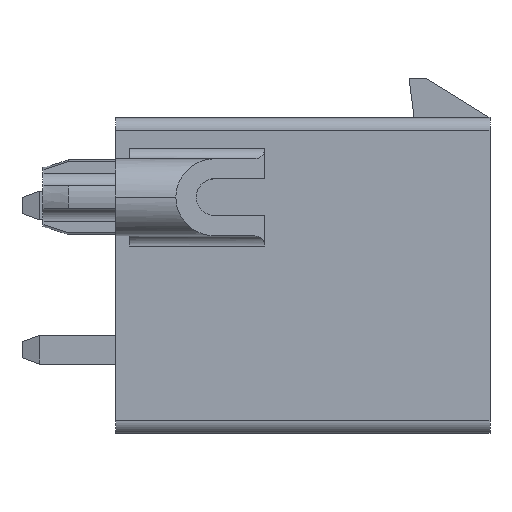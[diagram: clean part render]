
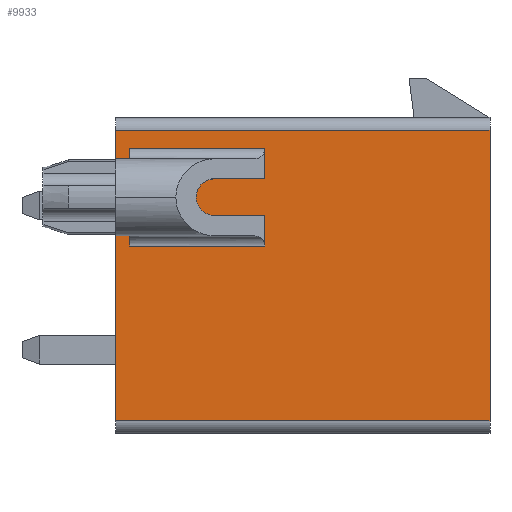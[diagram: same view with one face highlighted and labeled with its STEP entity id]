
A CAD part, left-side view. The second image highlights one B-rep face of the part: STEP entity #9933.
In plain terms, the highlighted planar face has unit normal (-1, 0, 0).
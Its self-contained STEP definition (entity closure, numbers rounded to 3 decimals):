
#2205=ORIENTED_EDGE('',*,*,#3441,.T.);
#2206=ORIENTED_EDGE('',*,*,#4215,.F.);
#2207=ORIENTED_EDGE('',*,*,#4216,.T.);
#2208=ORIENTED_EDGE('',*,*,#3485,.T.);
#2209=ORIENTED_EDGE('',*,*,#4217,.T.);
#2210=ORIENTED_EDGE('',*,*,#4218,.F.);
#2211=ORIENTED_EDGE('',*,*,#4219,.F.);
#2212=ORIENTED_EDGE('',*,*,#4220,.T.);
#2213=ORIENTED_EDGE('',*,*,#4221,.T.);
#2214=ORIENTED_EDGE('',*,*,#3476,.T.);
#2215=ORIENTED_EDGE('',*,*,#4222,.T.);
#2216=ORIENTED_EDGE('',*,*,#4223,.T.);
#2217=ORIENTED_EDGE('',*,*,#3428,.T.);
#2218=ORIENTED_EDGE('',*,*,#4224,.T.);
#2219=ORIENTED_EDGE('',*,*,#4207,.F.);
#2220=ORIENTED_EDGE('',*,*,#4225,.T.);
#3428=EDGE_CURVE('',#4841,#4840,#5675,.T.);
#3441=EDGE_CURVE('',#4854,#4853,#5682,.T.);
#3476=EDGE_CURVE('',#4883,#4882,#5706,.F.);
#3485=EDGE_CURVE('',#4888,#4889,#5712,.T.);
#4207=EDGE_CURVE('',#5308,#5309,#6396,.T.);
#4215=EDGE_CURVE('',#5316,#4853,#6401,.T.);
#4216=EDGE_CURVE('',#5316,#4888,#6402,.T.);
#4217=EDGE_CURVE('',#4889,#5317,#6403,.T.);
#4218=EDGE_CURVE('',#5318,#5317,#6404,.T.);
#4219=EDGE_CURVE('',#5319,#5318,#6405,.T.);
#4220=EDGE_CURVE('',#5319,#5320,#6406,.T.);
#4221=EDGE_CURVE('',#5320,#4883,#6407,.T.);
#4222=EDGE_CURVE('',#4882,#5321,#6408,.T.);
#4223=EDGE_CURVE('',#5321,#4841,#6409,.T.);
#4224=EDGE_CURVE('',#4840,#5309,#6410,.T.);
#4225=EDGE_CURVE('',#5308,#4854,#6411,.F.);
#4840=VERTEX_POINT('',#14130);
#4841=VERTEX_POINT('',#14132);
#4853=VERTEX_POINT('',#14156);
#4854=VERTEX_POINT('',#14158);
#4882=VERTEX_POINT('',#14226);
#4883=VERTEX_POINT('',#14228);
#4888=VERTEX_POINT('',#14242);
#4889=VERTEX_POINT('',#14244);
#5308=VERTEX_POINT('',#15715);
#5309=VERTEX_POINT('',#15717);
#5316=VERTEX_POINT('',#15733);
#5317=VERTEX_POINT('',#15736);
#5318=VERTEX_POINT('',#15738);
#5319=VERTEX_POINT('',#15740);
#5320=VERTEX_POINT('',#15742);
#5321=VERTEX_POINT('',#15745);
#5675=LINE('',#14131,#6907);
#5682=LINE('',#14157,#6914);
#5706=LINE('',#14227,#6938);
#5712=LINE('',#14245,#6944);
#6396=LINE('',#15716,#7628);
#6401=LINE('',#15732,#7633);
#6402=LINE('',#15734,#7634);
#6403=LINE('',#15735,#7635);
#6404=LINE('',#15737,#7636);
#6405=LINE('',#15739,#7637);
#6406=LINE('',#15741,#7638);
#6407=LINE('',#15743,#7639);
#6408=LINE('',#15744,#7640);
#6409=LINE('',#15746,#7641);
#6410=LINE('',#15747,#7642);
#6411=LINE('',#15748,#7643);
#6907=VECTOR('',#11234,1000.);
#6914=VECTOR('',#11253,1000.);
#6938=VECTOR('',#11311,1000.);
#6944=VECTOR('',#11327,1000.);
#7628=VECTOR('',#12747,1000.);
#7633=VECTOR('',#12760,1000.);
#7634=VECTOR('',#12761,1000.);
#7635=VECTOR('',#12762,1000.);
#7636=VECTOR('',#12763,1000.);
#7637=VECTOR('',#12764,1000.);
#7638=VECTOR('',#12765,1000.);
#7639=VECTOR('',#12766,1000.);
#7640=VECTOR('',#12767,1000.);
#7641=VECTOR('',#12768,1000.);
#7642=VECTOR('',#12769,1000.);
#7643=VECTOR('',#12770,1000.);
#8316=EDGE_LOOP('',(#2205,#2206,#2207,#2208,#2209,#2210,#2211,#2212,#2213,
#2214,#2215,#2216,#2217,#2218,#2219,#2220));
#8917=FACE_BOUND('',#8316,.T.);
#9427=PLANE('',#10632);
#9933=ADVANCED_FACE('',(#8917),#9427,.T.);
#10632=AXIS2_PLACEMENT_3D('',#15731,#12758,#12759);
#11234=DIRECTION('',(0.,0.,-1.));
#11253=DIRECTION('',(0.,0.,-1.));
#11311=DIRECTION('',(0.,-1.,0.));
#11327=DIRECTION('',(0.,-1.,0.));
#12747=DIRECTION('',(0.,0.,-1.));
#12758=DIRECTION('',(-1.,0.,0.));
#12759=DIRECTION('',(0.,0.,1.));
#12760=DIRECTION('',(0.,1.,0.));
#12761=DIRECTION('',(0.,0.,1.));
#12762=DIRECTION('',(0.,0.,-1.));
#12763=DIRECTION('',(0.,-1.,0.));
#12764=DIRECTION('',(0.,0.,1.));
#12765=DIRECTION('',(0.,-1.,0.));
#12766=DIRECTION('',(0.,0.,-1.));
#12767=DIRECTION('',(0.,0.,1.));
#12768=DIRECTION('',(0.,1.,0.));
#12769=DIRECTION('',(0.,-1.,0.));
#12770=DIRECTION('',(0.,-1.,0.));
#14130=CARTESIAN_POINT('',(-14.575,14.8,-5.74));
#14131=CARTESIAN_POINT('',(-14.575,14.8,6.24));
#14132=CARTESIAN_POINT('',(-14.575,14.8,2.62));
#14156=CARTESIAN_POINT('',(-14.575,14.8,3.57));
#14157=CARTESIAN_POINT('',(-14.575,14.8,6.24));
#14158=CARTESIAN_POINT('',(-14.575,14.8,5.74));
#14226=CARTESIAN_POINT('',(-14.575,14.25,1.17));
#14227=CARTESIAN_POINT('',(-14.575,14.8,1.17));
#14228=CARTESIAN_POINT('',(-14.575,8.9,1.17));
#14242=CARTESIAN_POINT('',(-14.575,14.25,5.02));
#14244=CARTESIAN_POINT('',(-14.575,8.9,5.02));
#14245=CARTESIAN_POINT('',(-14.575,8.9,5.02));
#15715=CARTESIAN_POINT('',(-14.575,0.,5.74));
#15716=CARTESIAN_POINT('',(-14.575,0.,6.24));
#15717=CARTESIAN_POINT('',(-14.575,0.,-5.74));
#15731=CARTESIAN_POINT('',(-14.575,14.8,6.24));
#15732=CARTESIAN_POINT('',(-14.575,14.25,3.57));
#15733=CARTESIAN_POINT('',(-14.575,14.25,3.57));
#15734=CARTESIAN_POINT('',(-14.575,14.25,5.02));
#15735=CARTESIAN_POINT('',(-14.575,8.9,4.62));
#15736=CARTESIAN_POINT('',(-14.575,8.9,3.825));
#15737=CARTESIAN_POINT('',(-14.575,13.,3.825));
#15738=CARTESIAN_POINT('',(-14.575,13.,3.825));
#15739=CARTESIAN_POINT('',(-14.575,13.,2.375));
#15740=CARTESIAN_POINT('',(-14.575,13.,2.375));
#15741=CARTESIAN_POINT('',(-14.575,13.,2.375));
#15742=CARTESIAN_POINT('',(-14.575,8.9,2.375));
#15743=CARTESIAN_POINT('',(-14.575,8.9,4.62));
#15744=CARTESIAN_POINT('',(-14.575,14.25,1.17));
#15745=CARTESIAN_POINT('',(-14.575,14.25,2.62));
#15746=CARTESIAN_POINT('',(-14.575,14.25,2.62));
#15747=CARTESIAN_POINT('',(-14.575,14.8,-5.74));
#15748=CARTESIAN_POINT('',(-14.575,14.8,5.74));
